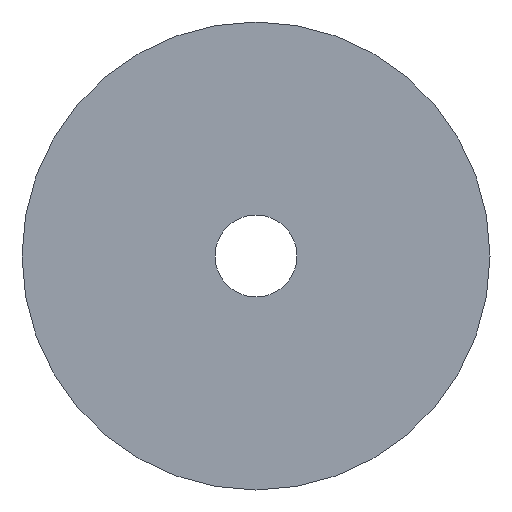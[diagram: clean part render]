
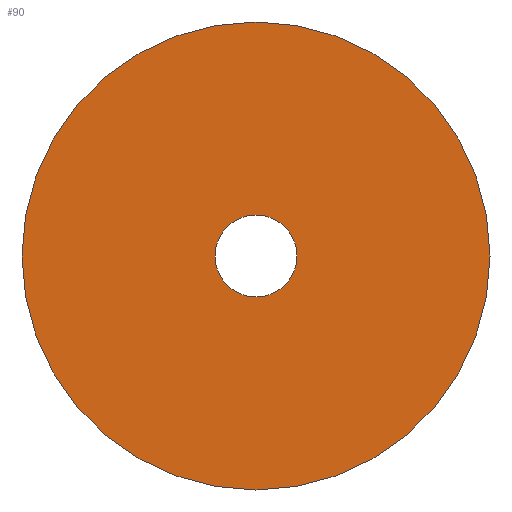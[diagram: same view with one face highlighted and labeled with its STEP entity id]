
A CAD part, front view. The second image highlights one B-rep face of the part: STEP entity #90.
In plain terms, the highlighted planar face has unit normal (0, -1, 0).
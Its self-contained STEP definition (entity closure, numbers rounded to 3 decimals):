
#24=FACE_BOUND('',#44,.T.);
#31=FACE_OUTER_BOUND('',#43,.T.);
#43=EDGE_LOOP('',(#78));
#44=EDGE_LOOP('',(#79));
#52=CIRCLE('',#110,20.);
#53=CIRCLE('',#112,3.5);
#59=VERTEX_POINT('',#160);
#60=VERTEX_POINT('',#163);
#66=EDGE_CURVE('',#59,#59,#52,.T.);
#67=EDGE_CURVE('',#60,#60,#53,.T.);
#78=ORIENTED_EDGE('',*,*,#66,.T.);
#79=ORIENTED_EDGE('',*,*,#67,.F.);
#84=PLANE('',#111);
#90=ADVANCED_FACE('',(#31,#24),#84,.T.);
#110=AXIS2_PLACEMENT_3D('',#161,#136,#137);
#111=AXIS2_PLACEMENT_3D('',#162,#138,#139);
#112=AXIS2_PLACEMENT_3D('',#164,#140,#141);
#136=DIRECTION('center_axis',(0.,-1.,0.));
#137=DIRECTION('ref_axis',(1.,0.,0.));
#138=DIRECTION('center_axis',(0.,-1.,0.));
#139=DIRECTION('ref_axis',(0.,0.,-1.));
#140=DIRECTION('center_axis',(0.,-1.,0.));
#141=DIRECTION('ref_axis',(1.,0.,0.));
#160=CARTESIAN_POINT('',(39.909,-0.224,0.));
#161=CARTESIAN_POINT('Origin',(19.909,-0.224,0.));
#162=CARTESIAN_POINT('Origin',(31.659,-0.224,0.));
#163=CARTESIAN_POINT('',(23.409,-0.224,0.));
#164=CARTESIAN_POINT('Origin',(19.909,-0.224,0.));
